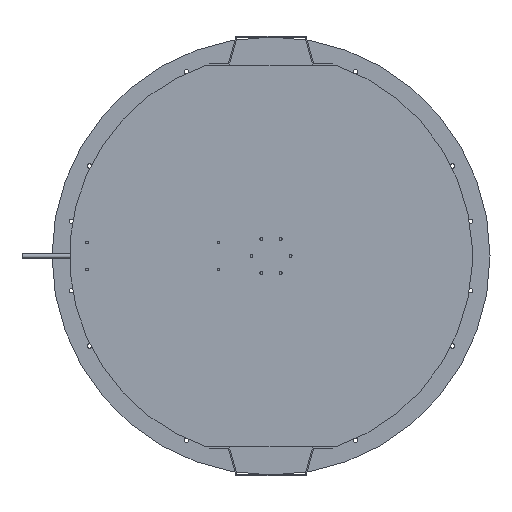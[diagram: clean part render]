
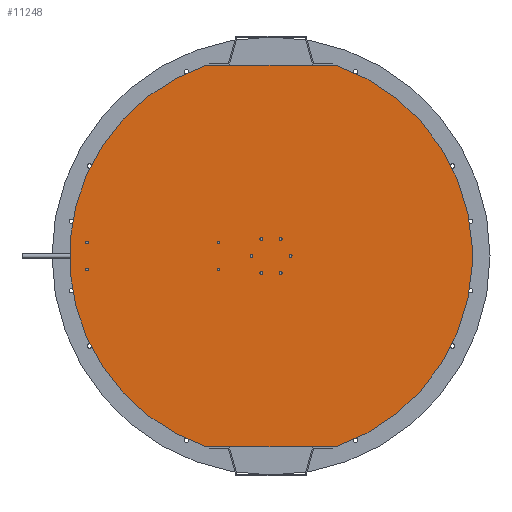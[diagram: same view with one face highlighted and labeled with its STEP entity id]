
A CAD part, left-side view. The second image highlights one B-rep face of the part: STEP entity #11248.
In plain terms, the highlighted face is planar.
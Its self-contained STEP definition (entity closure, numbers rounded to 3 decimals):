
#872=FACE_BOUND('',#2308,.T.);
#873=FACE_BOUND('',#2309,.T.);
#874=FACE_BOUND('',#2310,.T.);
#875=FACE_BOUND('',#2311,.T.);
#876=FACE_BOUND('',#2312,.T.);
#877=FACE_BOUND('',#2313,.T.);
#878=FACE_BOUND('',#2314,.T.);
#879=FACE_BOUND('',#2315,.T.);
#880=FACE_BOUND('',#2316,.T.);
#881=FACE_BOUND('',#2317,.T.);
#1121=PLANE('',#12452);
#1643=FACE_OUTER_BOUND('',#2307,.T.);
#2307=EDGE_LOOP('',(#8162,#8163,#8164,#8165,#8166,#8167));
#2308=EDGE_LOOP('',(#8168));
#2309=EDGE_LOOP('',(#8169));
#2310=EDGE_LOOP('',(#8170));
#2311=EDGE_LOOP('',(#8171));
#2312=EDGE_LOOP('',(#8172));
#2313=EDGE_LOOP('',(#8173));
#2314=EDGE_LOOP('',(#8174));
#2315=EDGE_LOOP('',(#8175));
#2316=EDGE_LOOP('',(#8176));
#2317=EDGE_LOOP('',(#8177));
#3137=LINE('',#17128,#3830);
#3141=LINE('',#17137,#3834);
#3150=LINE('',#17180,#3843);
#3830=VECTOR('',#13933,10.);
#3834=VECTOR('',#13939,10.);
#3843=VECTOR('',#13988,10.);
#4569=CIRCLE('',#12442,230.);
#4570=CIRCLE('',#12444,230.);
#4571=CIRCLE('',#12446,230.);
#4574=CIRCLE('',#12453,1.621);
#4575=CIRCLE('',#12454,1.621);
#4576=CIRCLE('',#12455,1.621);
#4577=CIRCLE('',#12456,1.621);
#4578=CIRCLE('',#12457,1.621);
#4579=CIRCLE('',#12458,1.621);
#4580=CIRCLE('',#12459,1.621);
#4581=CIRCLE('',#12460,1.621);
#4582=CIRCLE('',#12461,1.621);
#4583=CIRCLE('',#12462,1.621);
#5178=VERTEX_POINT('',#17126);
#5179=VERTEX_POINT('',#17127);
#5182=VERTEX_POINT('',#17135);
#5183=VERTEX_POINT('',#17136);
#5193=VERTEX_POINT('',#17161);
#5194=VERTEX_POINT('',#17167);
#5198=VERTEX_POINT('',#17182);
#5199=VERTEX_POINT('',#17184);
#5200=VERTEX_POINT('',#17186);
#5201=VERTEX_POINT('',#17188);
#5202=VERTEX_POINT('',#17190);
#5203=VERTEX_POINT('',#17192);
#5204=VERTEX_POINT('',#17194);
#5205=VERTEX_POINT('',#17196);
#5206=VERTEX_POINT('',#17198);
#5207=VERTEX_POINT('',#17200);
#6337=EDGE_CURVE('',#5178,#5179,#3137,.T.);
#6341=EDGE_CURVE('',#5182,#5183,#3141,.T.);
#6355=EDGE_CURVE('',#5183,#5193,#4569,.T.);
#6356=EDGE_CURVE('',#5179,#5182,#4570,.T.);
#6357=EDGE_CURVE('',#5194,#5178,#4571,.T.);
#6363=EDGE_CURVE('',#5193,#5194,#3150,.T.);
#6364=EDGE_CURVE('',#5198,#5198,#4574,.T.);
#6365=EDGE_CURVE('',#5199,#5199,#4575,.T.);
#6366=EDGE_CURVE('',#5200,#5200,#4576,.T.);
#6367=EDGE_CURVE('',#5201,#5201,#4577,.T.);
#6368=EDGE_CURVE('',#5202,#5202,#4578,.T.);
#6369=EDGE_CURVE('',#5203,#5203,#4579,.T.);
#6370=EDGE_CURVE('',#5204,#5204,#4580,.T.);
#6371=EDGE_CURVE('',#5205,#5205,#4581,.T.);
#6372=EDGE_CURVE('',#5206,#5206,#4582,.T.);
#6373=EDGE_CURVE('',#5207,#5207,#4583,.T.);
#8162=ORIENTED_EDGE('',*,*,#6337,.T.);
#8163=ORIENTED_EDGE('',*,*,#6356,.T.);
#8164=ORIENTED_EDGE('',*,*,#6341,.T.);
#8165=ORIENTED_EDGE('',*,*,#6355,.T.);
#8166=ORIENTED_EDGE('',*,*,#6363,.T.);
#8167=ORIENTED_EDGE('',*,*,#6357,.T.);
#8168=ORIENTED_EDGE('',*,*,#6364,.T.);
#8169=ORIENTED_EDGE('',*,*,#6365,.T.);
#8170=ORIENTED_EDGE('',*,*,#6366,.T.);
#8171=ORIENTED_EDGE('',*,*,#6367,.T.);
#8172=ORIENTED_EDGE('',*,*,#6368,.T.);
#8173=ORIENTED_EDGE('',*,*,#6369,.T.);
#8174=ORIENTED_EDGE('',*,*,#6370,.T.);
#8175=ORIENTED_EDGE('',*,*,#6371,.T.);
#8176=ORIENTED_EDGE('',*,*,#6372,.T.);
#8177=ORIENTED_EDGE('',*,*,#6373,.T.);
#11248=ADVANCED_FACE('',(#1643,#872,#873,#874,#875,#876,#877,#878,#879,
#880,#881),#1121,.T.);
#12442=AXIS2_PLACEMENT_3D('',#17163,#13965,#13966);
#12444=AXIS2_PLACEMENT_3D('',#17165,#13969,#13970);
#12446=AXIS2_PLACEMENT_3D('',#17168,#13973,#13974);
#12452=AXIS2_PLACEMENT_3D('',#17181,#13989,#13990);
#12453=AXIS2_PLACEMENT_3D('',#17183,#13991,#13992);
#12454=AXIS2_PLACEMENT_3D('',#17185,#13993,#13994);
#12455=AXIS2_PLACEMENT_3D('',#17187,#13995,#13996);
#12456=AXIS2_PLACEMENT_3D('',#17189,#13997,#13998);
#12457=AXIS2_PLACEMENT_3D('',#17191,#13999,#14000);
#12458=AXIS2_PLACEMENT_3D('',#17193,#14001,#14002);
#12459=AXIS2_PLACEMENT_3D('',#17195,#14003,#14004);
#12460=AXIS2_PLACEMENT_3D('',#17197,#14005,#14006);
#12461=AXIS2_PLACEMENT_3D('',#17199,#14007,#14008);
#12462=AXIS2_PLACEMENT_3D('',#17201,#14009,#14010);
#13933=DIRECTION('',(0.,1.,0.));
#13939=DIRECTION('',(0.,-1.,0.));
#13965=DIRECTION('center_axis',(1.,0.,0.));
#13966=DIRECTION('ref_axis',(0.,0.,-1.));
#13969=DIRECTION('center_axis',(1.,0.,0.));
#13970=DIRECTION('ref_axis',(0.,0.,-1.));
#13973=DIRECTION('center_axis',(1.,0.,0.));
#13974=DIRECTION('ref_axis',(0.,0.,-1.));
#13988=DIRECTION('',(0.,0.,-1.));
#13989=DIRECTION('center_axis',(1.,0.,0.));
#13990=DIRECTION('ref_axis',(0.,0.,-1.));
#13991=DIRECTION('center_axis',(-1.,0.,0.));
#13992=DIRECTION('ref_axis',(0.,0.,-1.));
#13993=DIRECTION('center_axis',(-1.,0.,0.));
#13994=DIRECTION('ref_axis',(0.,0.,-1.));
#13995=DIRECTION('center_axis',(-1.,0.,0.));
#13996=DIRECTION('ref_axis',(0.,0.,-1.));
#13997=DIRECTION('center_axis',(-1.,0.,0.));
#13998=DIRECTION('ref_axis',(0.,0.,-1.));
#13999=DIRECTION('center_axis',(-1.,0.,0.));
#14000=DIRECTION('ref_axis',(0.,0.,-1.));
#14001=DIRECTION('center_axis',(-1.,0.,0.));
#14002=DIRECTION('ref_axis',(0.,0.,-1.));
#14003=DIRECTION('center_axis',(-1.,0.,0.));
#14004=DIRECTION('ref_axis',(0.,-1.,0.));
#14005=DIRECTION('center_axis',(-1.,0.,0.));
#14006=DIRECTION('ref_axis',(0.,-1.,0.));
#14007=DIRECTION('center_axis',(-1.,0.,0.));
#14008=DIRECTION('ref_axis',(0.,-1.,0.));
#14009=DIRECTION('center_axis',(-1.,0.,0.));
#14010=DIRECTION('ref_axis',(0.,-1.,0.));
#17126=CARTESIAN_POINT('',(8.,-73.321,-218.));
#17127=CARTESIAN_POINT('',(8.,73.321,-218.));
#17128=CARTESIAN_POINT('',(8.,36.661,-218.));
#17135=CARTESIAN_POINT('',(8.,73.321,218.));
#17136=CARTESIAN_POINT('',(8.,-73.321,218.));
#17137=CARTESIAN_POINT('',(8.,-36.661,218.));
#17161=CARTESIAN_POINT('',(8.,-229.8,9.59));
#17163=CARTESIAN_POINT('Origin',(8.,0.,0.));
#17165=CARTESIAN_POINT('Origin',(8.,0.,0.));
#17167=CARTESIAN_POINT('',(8.,-229.8,-9.59));
#17168=CARTESIAN_POINT('Origin',(8.,0.,0.));
#17180=CARTESIAN_POINT('',(8.,-229.8,-12.5));
#17181=CARTESIAN_POINT('Origin',(8.,0.,0.));
#17182=CARTESIAN_POINT('',(8.,-22.35,1.621));
#17183=CARTESIAN_POINT('Origin',(8.,-22.35,0.));
#17184=CARTESIAN_POINT('',(8.,-11.175,20.977));
#17185=CARTESIAN_POINT('Origin',(8.,-11.175,19.356));
#17186=CARTESIAN_POINT('',(8.,11.175,20.977));
#17187=CARTESIAN_POINT('Origin',(8.,11.175,19.356));
#17188=CARTESIAN_POINT('',(8.,22.35,1.621));
#17189=CARTESIAN_POINT('Origin',(8.,22.35,0.));
#17190=CARTESIAN_POINT('',(8.,11.175,-17.735));
#17191=CARTESIAN_POINT('Origin',(8.,11.175,-19.356));
#17192=CARTESIAN_POINT('',(8.,-11.175,-17.735));
#17193=CARTESIAN_POINT('Origin',(8.,-11.175,-19.356));
#17194=CARTESIAN_POINT('',(8.,61.621,-15.5));
#17195=CARTESIAN_POINT('Origin',(8.,60.,-15.5));
#17196=CARTESIAN_POINT('',(8.,61.621,15.5));
#17197=CARTESIAN_POINT('Origin',(8.,60.,15.5));
#17198=CARTESIAN_POINT('',(8.,211.621,-15.5));
#17199=CARTESIAN_POINT('Origin',(8.,210.,-15.5));
#17200=CARTESIAN_POINT('',(8.,211.621,15.5));
#17201=CARTESIAN_POINT('Origin',(8.,210.,15.5));
